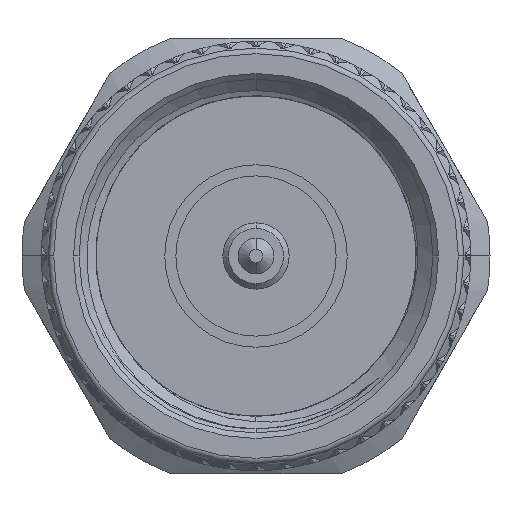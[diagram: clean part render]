
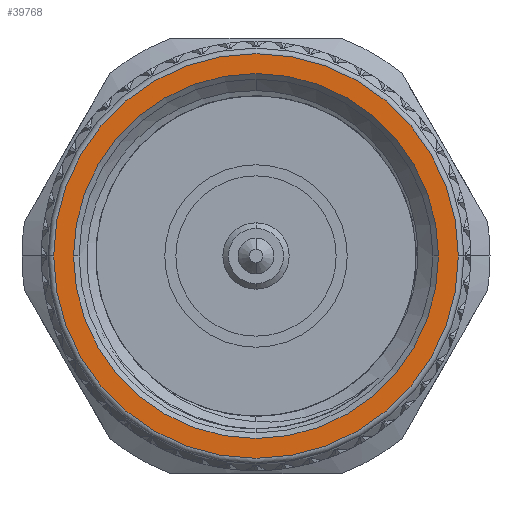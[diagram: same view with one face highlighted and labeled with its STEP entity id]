
A CAD part, left-side view. The second image highlights one B-rep face of the part: STEP entity #39768.
In plain terms, the highlighted planar face has unit normal (-1, 0, 0).
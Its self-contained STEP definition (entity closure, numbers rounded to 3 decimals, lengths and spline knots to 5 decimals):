
#2070 = EDGE_CURVE ( 'NONE', #69676, #98356, #65770, .T. ) ;
#2494 = DIRECTION ( 'NONE',  ( 0., -1., 0. ) ) ;
#3077 = FACE_OUTER_BOUND ( 'NONE', #57674, .T. ) ;
#10842 = PLANE ( 'NONE',  #11633 ) ;
#11427 = FACE_BOUND ( 'NONE', #88045, .T. ) ;
#11633 = AXIS2_PLACEMENT_3D ( 'NONE', #83801, #84389, #2494 ) ;
#12827 = CIRCLE ( 'NONE', #68187, 0.33 ) ;
#13144 = VERTEX_POINT ( 'NONE', #114187 ) ;
#14121 = EDGE_CURVE ( 'NONE', #98356, #69676, #23248, .T. ) ;
#19365 = CARTESIAN_POINT ( 'NONE',  ( 0., 0., 0. ) ) ;
#22122 = ORIENTED_EDGE ( 'NONE', *, *, #2070, .T. ) ;
#23248 = CIRCLE ( 'NONE', #51825, 0.36598 ) ;
#25567 = CARTESIAN_POINT ( 'NONE',  ( 0., 0., 0. ) ) ;
#31158 = CARTESIAN_POINT ( 'NONE',  ( 0., 0.36598, 0. ) ) ;
#31944 = ORIENTED_EDGE ( 'NONE', *, *, #14121, .T. ) ;
#32786 = EDGE_CURVE ( 'NONE', #13144, #60119, #12827, .T. ) ;
#37887 = DIRECTION ( 'NONE',  ( 0., 1., 0. ) ) ;
#39768 = ADVANCED_FACE ( 'NONE', ( #11427, #3077 ), #10842, .F. ) ;
#42481 = ORIENTED_EDGE ( 'NONE', *, *, #85748, .T. ) ;
#50485 = AXIS2_PLACEMENT_3D ( 'NONE', #25567, #62010, #116968 ) ;
#51825 = AXIS2_PLACEMENT_3D ( 'NONE', #97366, #80051, #116490 ) ;
#55205 = CARTESIAN_POINT ( 'NONE',  ( 0., 0., 0. ) ) ;
#57674 = EDGE_LOOP ( 'NONE', ( #22122, #31944 ) ) ;
#57981 = CARTESIAN_POINT ( 'NONE',  ( 0., -0.33, 0. ) ) ;
#58260 = ORIENTED_EDGE ( 'NONE', *, *, #32786, .T. ) ;
#60119 = VERTEX_POINT ( 'NONE', #57981 ) ;
#62010 = DIRECTION ( 'NONE',  ( -1., 0., 0. ) ) ;
#65770 = CIRCLE ( 'NONE', #50485, 0.36598 ) ;
#68187 = AXIS2_PLACEMENT_3D ( 'NONE', #19365, #110806, #102426 ) ;
#69676 = VERTEX_POINT ( 'NONE', #70033 ) ;
#70033 = CARTESIAN_POINT ( 'NONE',  ( 0., -0.36598, 0. ) ) ;
#74957 = DIRECTION ( 'NONE',  ( 1., 0., 0. ) ) ;
#80051 = DIRECTION ( 'NONE',  ( -1., 0., 0. ) ) ;
#83801 = CARTESIAN_POINT ( 'NONE',  ( 0., 0.36879, 0. ) ) ;
#84389 = DIRECTION ( 'NONE',  ( 1., 0., 0. ) ) ;
#85748 = EDGE_CURVE ( 'NONE', #60119, #13144, #97693, .T. ) ;
#88045 = EDGE_LOOP ( 'NONE', ( #42481, #58260 ) ) ;
#97366 = CARTESIAN_POINT ( 'NONE',  ( 0., 0., 0. ) ) ;
#97693 = CIRCLE ( 'NONE', #107251, 0.33 ) ;
#98356 = VERTEX_POINT ( 'NONE', #31158 ) ;
#102426 = DIRECTION ( 'NONE',  ( 0., 1., 0. ) ) ;
#107251 = AXIS2_PLACEMENT_3D ( 'NONE', #55205, #74957, #37887 ) ;
#110806 = DIRECTION ( 'NONE',  ( 1., 0., 0. ) ) ;
#114187 = CARTESIAN_POINT ( 'NONE',  ( 0., 0.33, 0. ) ) ;
#116490 = DIRECTION ( 'NONE',  ( 0., -1., 0. ) ) ;
#116968 = DIRECTION ( 'NONE',  ( 0., -1., 0. ) ) ;
